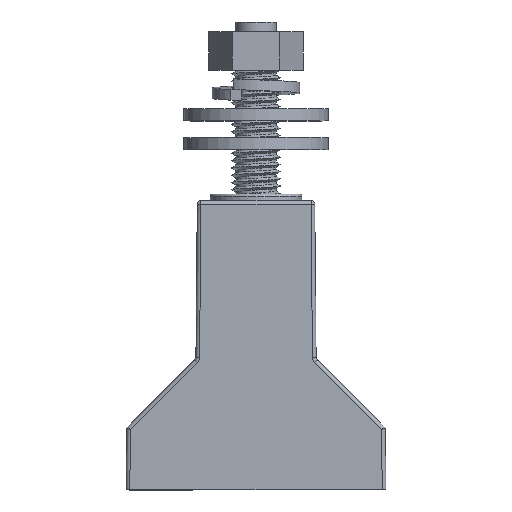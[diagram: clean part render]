
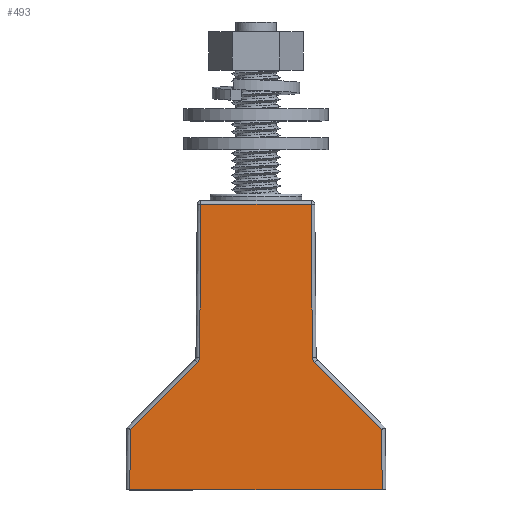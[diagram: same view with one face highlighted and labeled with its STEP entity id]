
A CAD part, top view. The second image highlights one B-rep face of the part: STEP entity #493.
In plain terms, the highlighted planar face has unit normal (0, 0.009, 1).
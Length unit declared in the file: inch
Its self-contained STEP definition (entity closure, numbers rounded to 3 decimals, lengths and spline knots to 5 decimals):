
#34 = EDGE_CURVE ( 'NONE', #2758, #20813, #3000, .T. ) ;
#493 = ADVANCED_FACE ( 'NONE', ( #4116 ), #9863, .T. ) ;
#976 = CARTESIAN_POINT ( 'NONE',  ( -0.46056, 1.0816, 0.49056 ) ) ;
#1069 = VERTEX_POINT ( 'NONE', #12960 ) ;
#1987 = CARTESIAN_POINT ( 'NONE',  ( 1.28893, 0.22891, 0.498 ) ) ;
#2002 = CARTESIAN_POINT ( 'NONE',  ( 1.06, 2.33026, 0.47966 ) ) ;
#2546 = DIRECTION ( 'NONE',  ( 1., 0., 0. ) ) ;
#2758 = VERTEX_POINT ( 'NONE', #5655 ) ;
#2889 = CARTESIAN_POINT ( 'NONE',  ( -1.02984, 0.01824, 0.49984 ) ) ;
#3000 = LINE ( 'NONE', #1987, #15170 ) ;
#3024 = EDGE_CURVE ( 'NONE', #6303, #13579, #16284, .T. ) ;
#3280 = LINE ( 'NONE', #15206, #12105 ) ;
#3628 = DIRECTION ( 'NONE',  ( -1., 0., 0. ) ) ;
#3736 = CARTESIAN_POINT ( 'NONE',  ( 1.03, -0.00026, 0.5 ) ) ;
#3774 = CARTESIAN_POINT ( 'NONE',  ( -1.02571, 0.49213, 0.49571 ) ) ;
#3796 = VERTEX_POINT ( 'NONE', #19633 ) ;
#4116 = FACE_OUTER_BOUND ( 'NONE', #5802, .T. ) ;
#4453 = VERTEX_POINT ( 'NONE', #13902 ) ;
#4469 = ORIENTED_EDGE ( 'NONE', *, *, #8990, .T. ) ;
#4554 = LINE ( 'NONE', #20931, #13398 ) ;
#4606 = CARTESIAN_POINT ( 'NONE',  ( 1.03, 0., 0.5 ) ) ;
#4726 = ORIENTED_EDGE ( 'NONE', *, *, #6382, .T. ) ;
#5416 = CARTESIAN_POINT ( 'NONE',  ( -0.46988, 0.01335, 0.49988 ) ) ;
#5512 = LINE ( 'NONE', #14112, #17707 ) ;
#5552 = LINE ( 'NONE', #3736, #10024 ) ;
#5585 = CARTESIAN_POINT ( 'NONE',  ( -1.03, 0., 0.5 ) ) ;
#5655 = CARTESIAN_POINT ( 'NONE',  ( 1.02571, 0.49213, 0.49571 ) ) ;
#5784 = CARTESIAN_POINT ( 'NONE',  ( -0.47813, 1.0397, 0.49093 ) ) ;
#5802 = EDGE_LOOP ( 'NONE', ( #4726, #4469, #16313, #14824, #19236, #12801, #14094, #16918, #14921, #12028 ) ) ;
#6166 = DIRECTION ( 'NONE',  ( -0.707, 0.707, -0.006 ) ) ;
#6303 = VERTEX_POINT ( 'NONE', #5784 ) ;
#6382 = EDGE_CURVE ( 'NONE', #6303, #15259, #4554, .T. ) ;
#7249 = VECTOR ( 'NONE', #7837, 39.37008 ) ;
#7576 = EDGE_CURVE ( 'NONE', #4453, #3796, #15605, .T. ) ;
#7697 = EDGE_CURVE ( 'NONE', #3796, #13579, #8574, .T. ) ;
#7837 = DIRECTION ( 'NONE',  ( -0.009, -1., 0.009 ) ) ;
#8574 = LINE ( 'NONE', #5416, #12509 ) ;
#8990 = EDGE_CURVE ( 'NONE', #15259, #19016, #11732, .T. ) ;
#9856 = CARTESIAN_POINT ( 'NONE',  ( 0.46056, 1.0816, 0.49056 ) ) ;
#9863 = PLANE ( 'NONE',  #17120 ) ;
#10024 = VECTOR ( 'NONE', #13706, 39.37008 ) ;
#10068 = CARTESIAN_POINT ( 'NONE',  ( 0.47813, 1.0397, 0.49093 ) ) ;
#10291 = CARTESIAN_POINT ( 'NONE',  ( 1.06, 0., 0.5 ) ) ;
#10317 = DIRECTION ( 'NONE',  ( 0., 0.009, 1. ) ) ;
#10548 = DIRECTION ( 'NONE',  ( 0., -1., 0.009 ) ) ;
#11089 = DIRECTION ( 'NONE',  ( -0.707, -0.707, 0.006 ) ) ;
#11234 = VECTOR ( 'NONE', #3628, 39.37008 ) ;
#11714 = CARTESIAN_POINT ( 'NONE',  ( -0.46056, 1.0816, 0.49056 ) ) ;
#11732 = LINE ( 'NONE', #2889, #7249 ) ;
#11926 = CARTESIAN_POINT ( 'NONE',  ( -0.4607, 1.06567, 0.4907 ) ) ;
#11983 = CARTESIAN_POINT ( 'NONE',  ( -0.47813, 1.0397, 0.49093 ) ) ;
#12028 = ORIENTED_EDGE ( 'NONE', *, *, #3024, .F. ) ;
#12079 = CARTESIAN_POINT ( 'NONE',  ( -0.46686, 1.05097, 0.49083 ) ) ;
#12105 = VECTOR ( 'NONE', #16720, 39.37008 ) ;
#12509 = VECTOR ( 'NONE', #15235, 39.37008 ) ;
#12801 = ORIENTED_EDGE ( 'NONE', *, *, #19851, .F. ) ;
#12943 = EDGE_CURVE ( 'NONE', #1069, #4453, #3280, .T. ) ;
#12960 = CARTESIAN_POINT ( 'NONE',  ( 0.46056, 1.0816, 0.49056 ) ) ;
#12998 = EDGE_CURVE ( 'NONE', #16019, #2758, #5552, .T. ) ;
#13253 = CARTESIAN_POINT ( 'NONE',  ( 0.4607, 1.06567, 0.4907 ) ) ;
#13398 = VECTOR ( 'NONE', #11089, 39.37008 ) ;
#13579 = VERTEX_POINT ( 'NONE', #976 ) ;
#13706 = DIRECTION ( 'NONE',  ( -0.009, 1., -0.009 ) ) ;
#13902 = CARTESIAN_POINT ( 'NONE',  ( 0.44967, 2.33026, 0.47966 ) ) ;
#14094 = ORIENTED_EDGE ( 'NONE', *, *, #12943, .T. ) ;
#14112 = CARTESIAN_POINT ( 'NONE',  ( 1.06, 0., 0.5 ) ) ;
#14824 = ORIENTED_EDGE ( 'NONE', *, *, #12998, .T. ) ;
#14921 = ORIENTED_EDGE ( 'NONE', *, *, #7697, .T. ) ;
#15170 = VECTOR ( 'NONE', #6166, 39.37008 ) ;
#15206 = CARTESIAN_POINT ( 'NONE',  ( 0.47005, -0.00515, 0.50004 ) ) ;
#15235 = DIRECTION ( 'NONE',  ( -0.009, -1., 0.009 ) ) ;
#15259 = VERTEX_POINT ( 'NONE', #3774 ) ;
#15605 = LINE ( 'NONE', #2002, #11234 ) ;
#16019 = VERTEX_POINT ( 'NONE', #4606 ) ;
#16141 =( BOUNDED_CURVE ( )  B_SPLINE_CURVE ( 3, ( #9856, #13253, #19948, #10068 ),
 .UNSPECIFIED., .F., .T. ) 
 B_SPLINE_CURVE_WITH_KNOTS ( ( 4, 4 ),
 ( 1.57952, 2.35619 ),
 .UNSPECIFIED. ) 
 CURVE ( )  GEOMETRIC_REPRESENTATION_ITEM ( )  RATIONAL_B_SPLINE_CURVE ( ( 1., 0.95, 0.95, 1. ) ) 
 REPRESENTATION_ITEM ( '' )  );
#16284 =( BOUNDED_CURVE ( )  B_SPLINE_CURVE ( 3, ( #11983, #12079, #11926, #11714 ),
 .UNSPECIFIED., .F., .F. ) 
 B_SPLINE_CURVE_WITH_KNOTS ( ( 4, 4 ),
 ( 3.92699, 4.70366 ),
 .UNSPECIFIED. ) 
 CURVE ( )  GEOMETRIC_REPRESENTATION_ITEM ( )  RATIONAL_B_SPLINE_CURVE ( ( 1., 0.95, 0.95, 1. ) ) 
 REPRESENTATION_ITEM ( '' )  );
#16313 = ORIENTED_EDGE ( 'NONE', *, *, #16483, .T. ) ;
#16483 = EDGE_CURVE ( 'NONE', #19016, #16019, #5512, .T. ) ;
#16720 = DIRECTION ( 'NONE',  ( -0.009, 1., -0.009 ) ) ;
#16918 = ORIENTED_EDGE ( 'NONE', *, *, #7576, .T. ) ;
#17120 = AXIS2_PLACEMENT_3D ( 'NONE', #10291, #10317, #10548 ) ;
#17707 = VECTOR ( 'NONE', #2546, 39.37008 ) ;
#19016 = VERTEX_POINT ( 'NONE', #5585 ) ;
#19236 = ORIENTED_EDGE ( 'NONE', *, *, #34, .T. ) ;
#19633 = CARTESIAN_POINT ( 'NONE',  ( -0.44967, 2.33026, 0.47966 ) ) ;
#19851 = EDGE_CURVE ( 'NONE', #1069, #20813, #16141, .T. ) ;
#19948 = CARTESIAN_POINT ( 'NONE',  ( 0.46686, 1.05097, 0.49083 ) ) ;
#20813 = VERTEX_POINT ( 'NONE', #20843 ) ;
#20843 = CARTESIAN_POINT ( 'NONE',  ( 0.47813, 1.0397, 0.49093 ) ) ;
#20931 = CARTESIAN_POINT ( 'NONE',  ( -0.22897, 1.28887, 0.48875 ) ) ;
